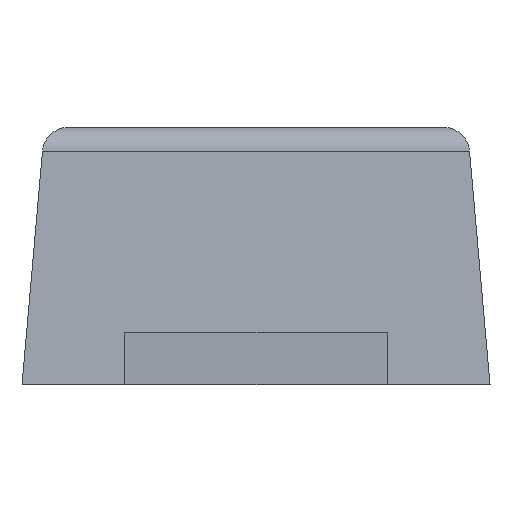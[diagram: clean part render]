
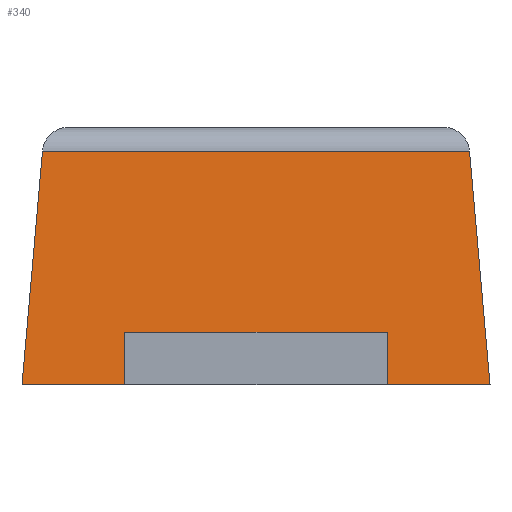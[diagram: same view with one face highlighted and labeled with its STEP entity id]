
A CAD part, left-side view. The second image highlights one B-rep face of the part: STEP entity #340.
In plain terms, the highlighted planar face has unit normal (-0.996, 0, 0.087).
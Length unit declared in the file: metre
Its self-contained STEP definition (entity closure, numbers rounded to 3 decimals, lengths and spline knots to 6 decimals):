
#170 = EDGE_CURVE( '', #460, #461, #462, .T. );
#180 = EDGE_CURVE( '', #478, #479, #480, .T. );
#186 = EDGE_CURVE( '', #489, #461, #490, .T. );
#208 = EDGE_CURVE( '', #478, #525, #526, .T. );
#254 = EDGE_CURVE( '', #525, #489, #596, .T. );
#280 = EDGE_CURVE( '', #460, #633, #634, .T. );
#314 = EDGE_CURVE( '', #547, #479, #679, .T. );
#340 = ADVANCED_FACE( '', ( #711 ), #712, .T. );
#376 = EDGE_CURVE( '', #633, #547, #753, .T. );
#460 = VERTEX_POINT( '', #840 );
#461 = VERTEX_POINT( '', #841 );
#462 = LINE( '', #842, #843 );
#478 = VERTEX_POINT( '', #864 );
#479 = VERTEX_POINT( '', #865 );
#480 = LINE( '', #866, #867 );
#489 = VERTEX_POINT( '', #881 );
#490 = LINE( '', #882, #883 );
#525 = VERTEX_POINT( '', #931 );
#526 = LINE( '', #932, #933 );
#547 = VERTEX_POINT( '', #963 );
#596 = LINE( '', #1037, #1038 );
#633 = VERTEX_POINT( '', #1089 );
#634 = LINE( '', #1090, #1091 );
#679 = LINE( '', #1155, #1156 );
#711 = FACE_OUTER_BOUND( '', #1208, .T. );
#712 = PLANE( '', #1209 );
#753 = LINE( '', #1275, #1276 );
#840 = CARTESIAN_POINT( '', ( -0.001397, -0.000499, 0.000013 ) );
#841 = CARTESIAN_POINT( '', ( -0.001397, -0.000889, 0.000013 ) );
#842 = CARTESIAN_POINT( '', ( -0.001397, 0.000891, 0.000013 ) );
#843 = VECTOR( '', #1372, 1. );
#864 = CARTESIAN_POINT( '', ( -0.001397, 0.000891, 0.000013 ) );
#865 = CARTESIAN_POINT( '', ( -0.001397, 0.000501, 0.000013 ) );
#866 = CARTESIAN_POINT( '', ( -0.001397, 0.000891, 0.000013 ) );
#867 = VECTOR( '', #1391, 1. );
#881 = CARTESIAN_POINT( '', ( -0.001319, -0.000811, 0.000901 ) );
#882 = CARTESIAN_POINT( '', ( -0.00139, -0.000882, 0.000089 ) );
#883 = VECTOR( '', #1394, 1. );
#931 = CARTESIAN_POINT( '', ( -0.001319, 0.000813, 0.000901 ) );
#932 = CARTESIAN_POINT( '', ( -0.001386, 0.00088, 0.000133 ) );
#933 = VECTOR( '', #1433, 1. );
#963 = CARTESIAN_POINT( '', ( -0.00138, 0.000501, 0.000213 ) );
#1037 = CARTESIAN_POINT( '', ( -0.001319, 0.000446, 0.000901 ) );
#1038 = VECTOR( '', #1497, 1. );
#1089 = CARTESIAN_POINT( '', ( -0.00138, -0.000499, 0.000213 ) );
#1090 = CARTESIAN_POINT( '', ( -0.001399, -0.000499, -0.000007 ) );
#1091 = VECTOR( '', #1547, 1. );
#1155 = CARTESIAN_POINT( '', ( -0.001396, 0.000501, 0.000021 ) );
#1156 = VECTOR( '', #1625, 1. );
#1208 = EDGE_LOOP( '', ( #1653, #1654, #1655, #1656, #1657, #1658, #1659, #1660 ) );
#1209 = AXIS2_PLACEMENT_3D( '', #1661, #1662, #1663 );
#1275 = CARTESIAN_POINT( '', ( -0.00138, 0.000446, 0.000213 ) );
#1276 = VECTOR( '', #1724, 1. );
#1372 = DIRECTION( '', ( 0., -1., 0. ) );
#1391 = DIRECTION( '', ( 0., -1., 0. ) );
#1394 = DIRECTION( '', ( -0.087, -0.087, -0.992 ) );
#1433 = DIRECTION( '', ( 0.087, -0.087, 0.992 ) );
#1497 = DIRECTION( '', ( 0., -1., 0. ) );
#1547 = DIRECTION( '', ( 0.087, 0., 0.996 ) );
#1625 = DIRECTION( '', ( -0.087, 0., -0.996 ) );
#1653 = ORIENTED_EDGE( '', *, *, #254, .F. );
#1654 = ORIENTED_EDGE( '', *, *, #208, .F. );
#1655 = ORIENTED_EDGE( '', *, *, #180, .T. );
#1656 = ORIENTED_EDGE( '', *, *, #314, .F. );
#1657 = ORIENTED_EDGE( '', *, *, #376, .F. );
#1658 = ORIENTED_EDGE( '', *, *, #280, .F. );
#1659 = ORIENTED_EDGE( '', *, *, #170, .T. );
#1660 = ORIENTED_EDGE( '', *, *, #186, .F. );
#1661 = CARTESIAN_POINT( '', ( -0.001397, 0.000891, 0.000013 ) );
#1662 = DIRECTION( '', ( -0.996, 0., 0.087 ) );
#1663 = DIRECTION( '', ( 0., 1., 0. ) );
#1724 = DIRECTION( '', ( 0., 1., 0. ) );
